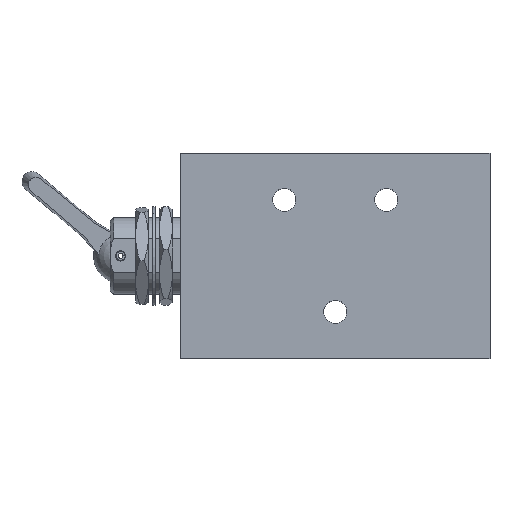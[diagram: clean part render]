
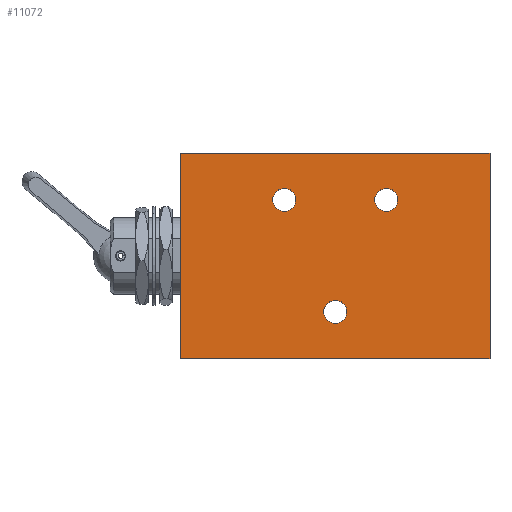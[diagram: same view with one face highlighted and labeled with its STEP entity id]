
A CAD part, top view. The second image highlights one B-rep face of the part: STEP entity #11072.
In plain terms, the highlighted planar face has unit normal (0, 0, 1).
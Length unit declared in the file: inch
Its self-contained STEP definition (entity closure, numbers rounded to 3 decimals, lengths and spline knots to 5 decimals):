
#255 = FACE_BOUND ( 'NONE', #2356, .T. ) ;
#393 = DIRECTION ( 'NONE',  ( 0., -1., 0. ) ) ;
#423 = EDGE_CURVE ( 'NONE', #8778, #10931, #13734, .T. ) ;
#448 = EDGE_CURVE ( 'NONE', #5624, #13825, #8548, .T. ) ;
#867 = VERTEX_POINT ( 'NONE', #2295 ) ;
#1160 = PLANE ( 'NONE',  #8558 ) ;
#1448 = CIRCLE ( 'NONE', #10037, 0.07 ) ;
#1589 = CARTESIAN_POINT ( 'NONE',  ( 0., -0.34, 0.3125 ) ) ;
#2236 = ORIENTED_EDGE ( 'NONE', *, *, #3940, .F. ) ;
#2295 = CARTESIAN_POINT ( 'NONE',  ( -0.24, 0.34, 0.3125 ) ) ;
#2356 = EDGE_LOOP ( 'NONE', ( #8768, #9542 ) ) ;
#2486 = CARTESIAN_POINT ( 'NONE',  ( 0., -0.34, 0.3125 ) ) ;
#2504 = DIRECTION ( 'NONE',  ( 1., 0., 0. ) ) ;
#2550 = DIRECTION ( 'NONE',  ( 0., -1., 0. ) ) ;
#2797 = LINE ( 'NONE', #13938, #9206 ) ;
#3000 = CARTESIAN_POINT ( 'NONE',  ( 0.94, 0.625, 0.3125 ) ) ;
#3008 = EDGE_CURVE ( 'NONE', #10931, #8778, #11220, .T. ) ;
#3009 = CARTESIAN_POINT ( 'NONE',  ( -0.07, -0.34, 0.3125 ) ) ;
#3209 = DIRECTION ( 'NONE',  ( -1., 0., 0. ) ) ;
#3337 = FACE_BOUND ( 'NONE', #10179, .T. ) ;
#3365 = CARTESIAN_POINT ( 'NONE',  ( -0.31, 0.34, 0.3125 ) ) ;
#3434 = CARTESIAN_POINT ( 'NONE',  ( 0.31, 0.34, 0.3125 ) ) ;
#3490 = CARTESIAN_POINT ( 'NONE',  ( 0.94, -0.625, 0.3125 ) ) ;
#3506 = CARTESIAN_POINT ( 'NONE',  ( -0.94, 0.625, 0.3125 ) ) ;
#3549 = CARTESIAN_POINT ( 'NONE',  ( -0.94, -0.625, 0.3125 ) ) ;
#3712 = AXIS2_PLACEMENT_3D ( 'NONE', #14180, #4912, #12887 ) ;
#3830 = EDGE_CURVE ( 'NONE', #5837, #12184, #4872, .T. ) ;
#3940 = EDGE_CURVE ( 'NONE', #6560, #867, #7000, .T. ) ;
#4338 = DIRECTION ( 'NONE',  ( -1., 0., 0. ) ) ;
#4510 = DIRECTION ( 'NONE',  ( 1., 0., 0. ) ) ;
#4872 = LINE ( 'NONE', #10061, #14363 ) ;
#4912 = DIRECTION ( 'NONE',  ( 0., 0., 1. ) ) ;
#5011 = DIRECTION ( 'NONE',  ( 0., 0., 1. ) ) ;
#5245 = FACE_BOUND ( 'NONE', #11711, .T. ) ;
#5523 = LINE ( 'NONE', #10813, #10922 ) ;
#5599 = AXIS2_PLACEMENT_3D ( 'NONE', #2486, #9212, #12882 ) ;
#5624 = VERTEX_POINT ( 'NONE', #12605 ) ;
#5837 = VERTEX_POINT ( 'NONE', #3000 ) ;
#6443 = EDGE_CURVE ( 'NONE', #12149, #8753, #5523, .T. ) ;
#6553 = AXIS2_PLACEMENT_3D ( 'NONE', #3434, #10161, #4510 ) ;
#6560 = VERTEX_POINT ( 'NONE', #9666 ) ;
#6903 = CARTESIAN_POINT ( 'NONE',  ( 0.38, 0.34, 0.3125 ) ) ;
#7000 = CIRCLE ( 'NONE', #8913, 0.07 ) ;
#7367 = DIRECTION ( 'NONE',  ( -1., 0., 0. ) ) ;
#7440 = CARTESIAN_POINT ( 'NONE',  ( 0.94, -0.625, 0.3125 ) ) ;
#7806 = LINE ( 'NONE', #7440, #7984 ) ;
#7857 = CARTESIAN_POINT ( 'NONE',  ( 0.07, -0.34, 0.3125 ) ) ;
#7984 = VECTOR ( 'NONE', #393, 39.37008 ) ;
#8243 = EDGE_LOOP ( 'NONE', ( #12925, #11500, #14853, #11128 ) ) ;
#8326 = EDGE_CURVE ( 'NONE', #13825, #5624, #11966, .T. ) ;
#8548 = CIRCLE ( 'NONE', #3712, 0.07 ) ;
#8558 = AXIS2_PLACEMENT_3D ( 'NONE', #3490, #11177, #4338 ) ;
#8610 = EDGE_CURVE ( 'NONE', #5837, #12149, #7806, .T. ) ;
#8753 = VERTEX_POINT ( 'NONE', #3549 ) ;
#8768 = ORIENTED_EDGE ( 'NONE', *, *, #8326, .F. ) ;
#8778 = VERTEX_POINT ( 'NONE', #7857 ) ;
#8913 = AXIS2_PLACEMENT_3D ( 'NONE', #3365, #9324, #2504 ) ;
#9206 = VECTOR ( 'NONE', #2550, 39.37008 ) ;
#9212 = DIRECTION ( 'NONE',  ( 0., 0., 1. ) ) ;
#9324 = DIRECTION ( 'NONE',  ( 0., 0., 1. ) ) ;
#9542 = ORIENTED_EDGE ( 'NONE', *, *, #448, .F. ) ;
#9666 = CARTESIAN_POINT ( 'NONE',  ( -0.38, 0.34, 0.3125 ) ) ;
#10027 = CARTESIAN_POINT ( 'NONE',  ( -0.31, 0.34, 0.3125 ) ) ;
#10037 = AXIS2_PLACEMENT_3D ( 'NONE', #10027, #14620, #11018 ) ;
#10061 = CARTESIAN_POINT ( 'NONE',  ( 0.94, 0.625, 0.3125 ) ) ;
#10161 = DIRECTION ( 'NONE',  ( 0., 0., 1. ) ) ;
#10179 = EDGE_LOOP ( 'NONE', ( #13170, #2236 ) ) ;
#10616 = DIRECTION ( 'NONE',  ( 1., 0., 0. ) ) ;
#10661 = AXIS2_PLACEMENT_3D ( 'NONE', #1589, #5011, #10616 ) ;
#10798 = EDGE_CURVE ( 'NONE', #12184, #8753, #2797, .T. ) ;
#10813 = CARTESIAN_POINT ( 'NONE',  ( 0.94, -0.625, 0.3125 ) ) ;
#10922 = VECTOR ( 'NONE', #7367, 39.37008 ) ;
#10931 = VERTEX_POINT ( 'NONE', #3009 ) ;
#11018 = DIRECTION ( 'NONE',  ( 1., 0., 0. ) ) ;
#11072 = ADVANCED_FACE ( 'NONE', ( #5245, #255, #3337, #14043 ), #1160, .F. ) ;
#11088 = CARTESIAN_POINT ( 'NONE',  ( 0.94, -0.625, 0.3125 ) ) ;
#11128 = ORIENTED_EDGE ( 'NONE', *, *, #3830, .T. ) ;
#11177 = DIRECTION ( 'NONE',  ( 0., 0., -1. ) ) ;
#11220 = CIRCLE ( 'NONE', #5599, 0.07 ) ;
#11500 = ORIENTED_EDGE ( 'NONE', *, *, #6443, .F. ) ;
#11711 = EDGE_LOOP ( 'NONE', ( #12464, #13823 ) ) ;
#11966 = CIRCLE ( 'NONE', #6553, 0.07 ) ;
#12149 = VERTEX_POINT ( 'NONE', #11088 ) ;
#12184 = VERTEX_POINT ( 'NONE', #3506 ) ;
#12464 = ORIENTED_EDGE ( 'NONE', *, *, #423, .F. ) ;
#12605 = CARTESIAN_POINT ( 'NONE',  ( 0.24, 0.34, 0.3125 ) ) ;
#12882 = DIRECTION ( 'NONE',  ( 1., 0., 0. ) ) ;
#12887 = DIRECTION ( 'NONE',  ( 1., 0., 0. ) ) ;
#12925 = ORIENTED_EDGE ( 'NONE', *, *, #10798, .T. ) ;
#13170 = ORIENTED_EDGE ( 'NONE', *, *, #14115, .F. ) ;
#13734 = CIRCLE ( 'NONE', #10661, 0.07 ) ;
#13823 = ORIENTED_EDGE ( 'NONE', *, *, #3008, .F. ) ;
#13825 = VERTEX_POINT ( 'NONE', #6903 ) ;
#13938 = CARTESIAN_POINT ( 'NONE',  ( -0.94, -0.625, 0.3125 ) ) ;
#14043 = FACE_OUTER_BOUND ( 'NONE', #8243, .T. ) ;
#14115 = EDGE_CURVE ( 'NONE', #867, #6560, #1448, .T. ) ;
#14180 = CARTESIAN_POINT ( 'NONE',  ( 0.31, 0.34, 0.3125 ) ) ;
#14363 = VECTOR ( 'NONE', #3209, 39.37008 ) ;
#14620 = DIRECTION ( 'NONE',  ( 0., 0., 1. ) ) ;
#14853 = ORIENTED_EDGE ( 'NONE', *, *, #8610, .F. ) ;
